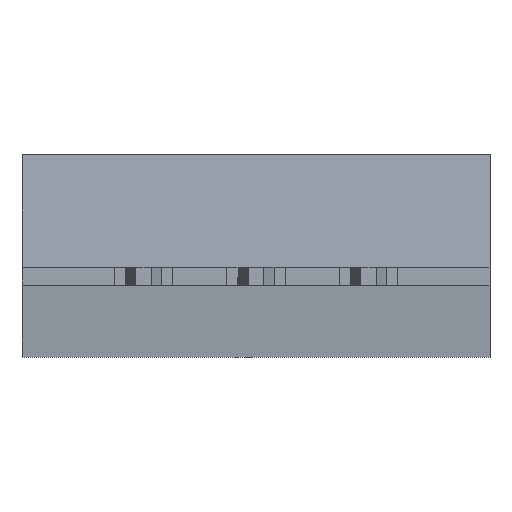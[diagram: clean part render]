
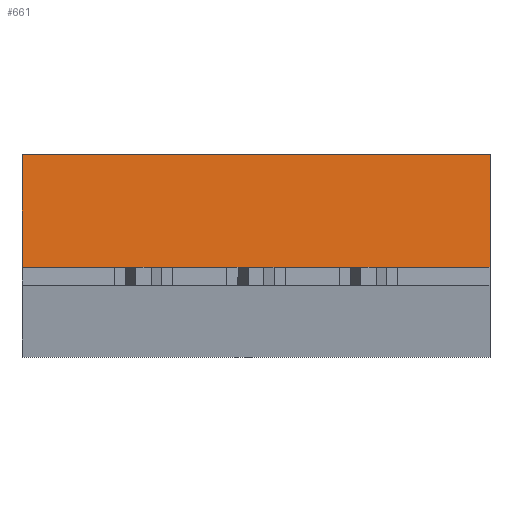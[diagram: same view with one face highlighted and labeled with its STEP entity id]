
A CAD part, front view. The second image highlights one B-rep face of the part: STEP entity #661.
In plain terms, the highlighted planar face has unit normal (0, -0.998, 0.07).
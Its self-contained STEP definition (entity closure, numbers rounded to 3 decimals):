
#2 = VERTEX_POINT ( 'NONE', #734 ) ;
#3 = VERTEX_POINT ( 'NONE', #733 ) ;
#5 = EDGE_CURVE ( 'NONE', #3, #2, #604, .T. ) ;
#30 = VERTEX_POINT ( 'NONE', #621 ) ;
#37 = EDGE_CURVE ( 'NONE', #67, #66, #613, .T. ) ;
#66 = VERTEX_POINT ( 'NONE', #682 ) ;
#67 = VERTEX_POINT ( 'NONE', #681 ) ;
#186 = EDGE_CURVE ( 'NONE', #187, #30, #2234, .T. ) ;
#187 = VERTEX_POINT ( 'NONE', #2230 ) ;
#361 = EDGE_CURVE ( 'NONE', #187, #2, #1447, .T. ) ;
#374 = VERTEX_POINT ( 'NONE', #1476 ) ;
#376 = EDGE_CURVE ( 'NONE', #374, #30, #1474, .T. ) ;
#457 = EDGE_CURVE ( 'NONE', #3, #66, #1687, .T. ) ;
#464 = EDGE_CURVE ( 'NONE', #67, #465, #1717, .T. ) ;
#465 = VERTEX_POINT ( 'NONE', #1713 ) ;
#504 = VERTEX_POINT ( 'NONE', #1861 ) ;
#506 = EDGE_CURVE ( 'NONE', #504, #374, #1860, .T. ) ;
#550 = VERTEX_POINT ( 'NONE', #1896 ) ;
#551 = ORIENTED_EDGE ( 'NONE', *, *, #552, .F. ) ;
#552 = EDGE_CURVE ( 'NONE', #465, #550, #1894, .T. ) ;
#601 = DIRECTION ( 'NONE',  ( 1., 0., 0. ) ) ;
#602 = VECTOR ( 'NONE', #601, 1000. ) ;
#603 = CARTESIAN_POINT ( 'NONE',  ( -0.65, -14.9, -2.5 ) ) ;
#604 = LINE ( 'NONE', #603, #602 ) ;
#610 = DIRECTION ( 'NONE',  ( 1., 0., 0. ) ) ;
#611 = VECTOR ( 'NONE', #610, 1000. ) ;
#612 = CARTESIAN_POINT ( 'NONE',  ( -3.15, -14.9, -2.5 ) ) ;
#613 = LINE ( 'NONE', #612, #611 ) ;
#621 = CARTESIAN_POINT ( 'NONE',  ( 3.15, -14.9, -2.5 ) ) ;
#661 = ADVANCED_FACE ( 'NONE', ( #2010 ), #1995, .F. ) ;
#662 = EDGE_LOOP ( 'NONE', ( #663, #664, #665, #666, #667, #668, #669, #672, #673, #551 ) ) ;
#663 = ORIENTED_EDGE ( 'NONE', *, *, #464, .F. ) ;
#664 = ORIENTED_EDGE ( 'NONE', *, *, #37, .T. ) ;
#665 = ORIENTED_EDGE ( 'NONE', *, *, #457, .F. ) ;
#666 = ORIENTED_EDGE ( 'NONE', *, *, #5, .T. ) ;
#667 = ORIENTED_EDGE ( 'NONE', *, *, #361, .F. ) ;
#668 = ORIENTED_EDGE ( 'NONE', *, *, #186, .T. ) ;
#669 = ORIENTED_EDGE ( 'NONE', *, *, #376, .F. ) ;
#672 = ORIENTED_EDGE ( 'NONE', *, *, #506, .F. ) ;
#673 = ORIENTED_EDGE ( 'NONE', *, *, #674, .T. ) ;
#674 = EDGE_CURVE ( 'NONE', #504, #550, #2023, .T. ) ;
#681 = CARTESIAN_POINT ( 'NONE',  ( -3.15, -14.9, -2.5 ) ) ;
#682 = CARTESIAN_POINT ( 'NONE',  ( -1.85, -14.9, -2.5 ) ) ;
#733 = CARTESIAN_POINT ( 'NONE',  ( -0.65, -14.9, -2.5 ) ) ;
#734 = CARTESIAN_POINT ( 'NONE',  ( 0.65, -14.9, -2.5 ) ) ;
#1444 = DIRECTION ( 'NONE',  ( -1., 0., 0. ) ) ;
#1445 = VECTOR ( 'NONE', #1444, 1000. ) ;
#1446 = CARTESIAN_POINT ( 'NONE',  ( 5.2, -14.9, -2.5 ) ) ;
#1447 = LINE ( 'NONE', #1446, #1445 ) ;
#1471 = DIRECTION ( 'NONE',  ( -1., 0., 0. ) ) ;
#1472 = VECTOR ( 'NONE', #1471, 1000. ) ;
#1473 = CARTESIAN_POINT ( 'NONE',  ( 5.2, -14.9, -2.5 ) ) ;
#1474 = LINE ( 'NONE', #1473, #1472 ) ;
#1476 = CARTESIAN_POINT ( 'NONE',  ( 5.2, -14.9, -2.5 ) ) ;
#1684 = DIRECTION ( 'NONE',  ( -1., 0., 0. ) ) ;
#1685 = VECTOR ( 'NONE', #1684, 1000. ) ;
#1686 = CARTESIAN_POINT ( 'NONE',  ( 5.2, -14.9, -2.5 ) ) ;
#1687 = LINE ( 'NONE', #1686, #1685 ) ;
#1713 = CARTESIAN_POINT ( 'NONE',  ( -5.2, -14.9, -2.5 ) ) ;
#1714 = DIRECTION ( 'NONE',  ( -1., 0., 0. ) ) ;
#1715 = VECTOR ( 'NONE', #1714, 1000. ) ;
#1716 = CARTESIAN_POINT ( 'NONE',  ( 5.2, -14.9, -2.5 ) ) ;
#1717 = LINE ( 'NONE', #1716, #1715 ) ;
#1857 = DIRECTION ( 'NONE',  ( 0., -0.07, -0.998 ) ) ;
#1858 = VECTOR ( 'NONE', #1857, 1000. ) ;
#1859 = CARTESIAN_POINT ( 'NONE',  ( 5.2, -14.9, -2.5 ) ) ;
#1860 = LINE ( 'NONE', #1859, #1858 ) ;
#1861 = CARTESIAN_POINT ( 'NONE',  ( 5.2, -14.725, 0. ) ) ;
#1891 = DIRECTION ( 'NONE',  ( 0., 0.07, 0.998 ) ) ;
#1892 = VECTOR ( 'NONE', #1891, 1000. ) ;
#1893 = CARTESIAN_POINT ( 'NONE',  ( -5.2, -14.9, -2.5 ) ) ;
#1894 = LINE ( 'NONE', #1893, #1892 ) ;
#1896 = CARTESIAN_POINT ( 'NONE',  ( -5.2, -14.725, 0. ) ) ;
#1991 = DIRECTION ( 'NONE',  ( 0., 0.07, 0.998 ) ) ;
#1992 = DIRECTION ( 'NONE',  ( 0., 0.998, -0.07 ) ) ;
#1993 = CARTESIAN_POINT ( 'NONE',  ( 5.2, -14.9, -2.5 ) ) ;
#1994 = AXIS2_PLACEMENT_3D ( 'NONE', #1993, #1992, #1991 ) ;
#1995 = PLANE ( 'NONE',  #1994 ) ;
#2010 = FACE_OUTER_BOUND ( 'NONE', #662, .T. ) ;
#2020 = DIRECTION ( 'NONE',  ( -1., 0., 0. ) ) ;
#2021 = VECTOR ( 'NONE', #2020, 1000. ) ;
#2022 = CARTESIAN_POINT ( 'NONE',  ( 5.2, -14.725, 0. ) ) ;
#2023 = LINE ( 'NONE', #2022, #2021 ) ;
#2230 = CARTESIAN_POINT ( 'NONE',  ( 1.85, -14.9, -2.5 ) ) ;
#2231 = DIRECTION ( 'NONE',  ( 1., 0., 0. ) ) ;
#2232 = VECTOR ( 'NONE', #2231, 1000. ) ;
#2233 = CARTESIAN_POINT ( 'NONE',  ( 1.85, -14.9, -2.5 ) ) ;
#2234 = LINE ( 'NONE', #2233, #2232 ) ;
